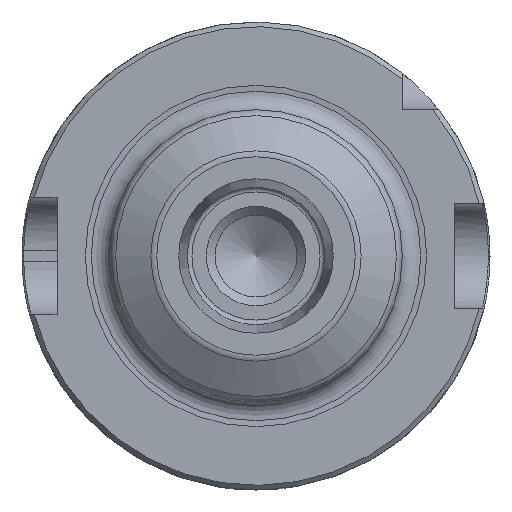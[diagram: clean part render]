
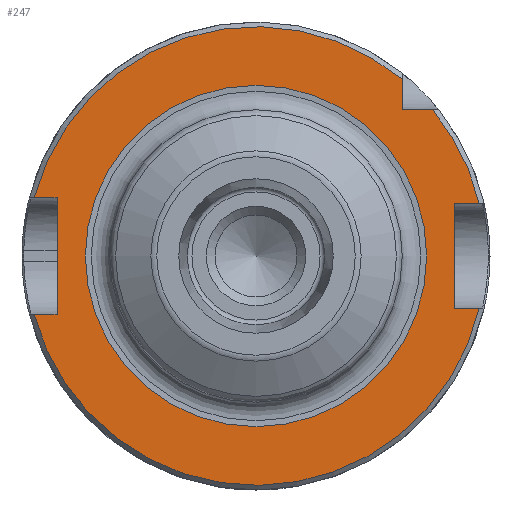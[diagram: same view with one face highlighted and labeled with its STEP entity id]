
A CAD part, left-side view. The second image highlights one B-rep face of the part: STEP entity #247.
In plain terms, the highlighted planar face has unit normal (-1, 0, 0).
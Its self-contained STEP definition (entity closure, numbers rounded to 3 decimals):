
#247=ADVANCED_FACE('',(#388,#389),#351,.F.);
#351=PLANE('',#1650);
#388=FACE_BOUND('',#473,.T.);
#389=FACE_BOUND('',#474,.T.);
#473=EDGE_LOOP('',(#698,#699,#700,#701,#702,#703,#704,#705,#706,#707,#708));
#474=EDGE_LOOP('',(#709));
#618=CIRCLE('',#1646,39.2);
#619=CIRCLE('',#1647,39.2);
#620=CIRCLE('',#1648,39.2);
#621=CIRCLE('',#1649,29.174);
#698=ORIENTED_EDGE('',*,*,#1293,.F.);
#699=ORIENTED_EDGE('',*,*,#1294,.T.);
#700=ORIENTED_EDGE('',*,*,#1295,.F.);
#701=ORIENTED_EDGE('',*,*,#1296,.F.);
#702=ORIENTED_EDGE('',*,*,#1297,.F.);
#703=ORIENTED_EDGE('',*,*,#1298,.T.);
#704=ORIENTED_EDGE('',*,*,#1299,.F.);
#705=ORIENTED_EDGE('',*,*,#1300,.F.);
#706=ORIENTED_EDGE('',*,*,#1301,.F.);
#707=ORIENTED_EDGE('',*,*,#1302,.T.);
#708=ORIENTED_EDGE('',*,*,#1303,.F.);
#709=ORIENTED_EDGE('',*,*,#1304,.F.);
#1134=VERTEX_POINT('',#2258);
#1135=VERTEX_POINT('',#2259);
#1136=VERTEX_POINT('',#2261);
#1137=VERTEX_POINT('',#2263);
#1138=VERTEX_POINT('',#2265);
#1139=VERTEX_POINT('',#2267);
#1140=VERTEX_POINT('',#2269);
#1141=VERTEX_POINT('',#2271);
#1142=VERTEX_POINT('',#2273);
#1143=VERTEX_POINT('',#2275);
#1144=VERTEX_POINT('',#2277);
#1145=VERTEX_POINT('',#2280);
#1293=EDGE_CURVE('',#1134,#1135,#1511,.T.);
#1294=EDGE_CURVE('',#1134,#1136,#618,.T.);
#1295=EDGE_CURVE('',#1137,#1136,#1512,.T.);
#1296=EDGE_CURVE('',#1138,#1137,#1513,.T.);
#1297=EDGE_CURVE('',#1139,#1138,#1514,.T.);
#1298=EDGE_CURVE('',#1139,#1140,#619,.T.);
#1299=EDGE_CURVE('',#1141,#1140,#1515,.T.);
#1300=EDGE_CURVE('',#1142,#1141,#1516,.T.);
#1301=EDGE_CURVE('',#1143,#1142,#1517,.T.);
#1302=EDGE_CURVE('',#1143,#1144,#620,.T.);
#1303=EDGE_CURVE('',#1135,#1144,#1518,.T.);
#1304=EDGE_CURVE('',#1145,#1145,#621,.T.);
#1511=LINE('',#2257,#1573);
#1512=LINE('',#2262,#1574);
#1513=LINE('',#2264,#1575);
#1514=LINE('',#2266,#1576);
#1515=LINE('',#2270,#1577);
#1516=LINE('',#2272,#1578);
#1517=LINE('',#2274,#1579);
#1518=LINE('',#2278,#1580);
#1573=VECTOR('',#1831,1.);
#1574=VECTOR('',#1834,1.);
#1575=VECTOR('',#1835,1.);
#1576=VECTOR('',#1836,1.);
#1577=VECTOR('',#1839,1.);
#1578=VECTOR('',#1840,1.);
#1579=VECTOR('',#1841,1.);
#1580=VECTOR('',#1844,1.);
#1646=AXIS2_PLACEMENT_3D('',#2260,#1832,#1833);
#1647=AXIS2_PLACEMENT_3D('',#2268,#1837,#1838);
#1648=AXIS2_PLACEMENT_3D('',#2276,#1842,#1843);
#1649=AXIS2_PLACEMENT_3D('',#2279,#1845,#1846);
#1650=AXIS2_PLACEMENT_3D('',#2281,#1847,#1848);
#1831=DIRECTION('',(0.,0.,-1.));
#1832=DIRECTION('',(-1.,0.,0.));
#1833=DIRECTION('',(0.,0.,-1.));
#1834=DIRECTION('',(0.,1.,0.));
#1835=DIRECTION('',(0.,0.,1.));
#1836=DIRECTION('',(0.,-1.,0.));
#1837=DIRECTION('',(-1.,0.,0.));
#1838=DIRECTION('',(0.,0.,-1.));
#1839=DIRECTION('',(0.,-1.,0.));
#1840=DIRECTION('',(0.,0.,-1.));
#1841=DIRECTION('',(0.,1.,0.));
#1842=DIRECTION('',(-1.,0.,0.));
#1843=DIRECTION('',(0.,0.,-1.));
#1844=DIRECTION('',(0.,-1.,0.));
#1845=DIRECTION('',(-1.,0.,0.));
#1846=DIRECTION('',(0.,0.,1.));
#1847=DIRECTION('',(1.,0.,0.));
#1848=DIRECTION('',(0.,0.,-1.));
#2257=CARTESIAN_POINT('',(61.,-25.,34.));
#2258=CARTESIAN_POINT('',(61.,-25.,30.193));
#2259=CARTESIAN_POINT('',(61.,-25.,25.));
#2260=CARTESIAN_POINT('',(61.,0.,0.));
#2261=CARTESIAN_POINT('',(61.,37.903,10.));
#2262=CARTESIAN_POINT('',(61.,49.5,10.));
#2263=CARTESIAN_POINT('',(61.,34.,10.));
#2264=CARTESIAN_POINT('',(61.,34.,-1.));
#2265=CARTESIAN_POINT('',(61.,34.,-10.));
#2266=CARTESIAN_POINT('',(61.,49.5,-10.));
#2267=CARTESIAN_POINT('',(61.,37.903,-10.));
#2268=CARTESIAN_POINT('',(61.,0.,0.));
#2269=CARTESIAN_POINT('',(61.,-38.153,-9.));
#2270=CARTESIAN_POINT('',(61.,-49.5,-9.));
#2271=CARTESIAN_POINT('',(61.,-34.,-9.));
#2272=CARTESIAN_POINT('',(61.,-34.,0.));
#2273=CARTESIAN_POINT('',(61.,-34.,9.));
#2274=CARTESIAN_POINT('',(61.,-49.5,9.));
#2275=CARTESIAN_POINT('',(61.,-38.153,9.));
#2276=CARTESIAN_POINT('',(61.,0.,0.));
#2277=CARTESIAN_POINT('',(61.,-30.193,25.));
#2278=CARTESIAN_POINT('',(61.,-49.5,25.));
#2279=CARTESIAN_POINT('',(61.,0.,0.));
#2280=CARTESIAN_POINT('',(61.,0.,29.174));
#2281=CARTESIAN_POINT('',(61.,0.,35.45));
